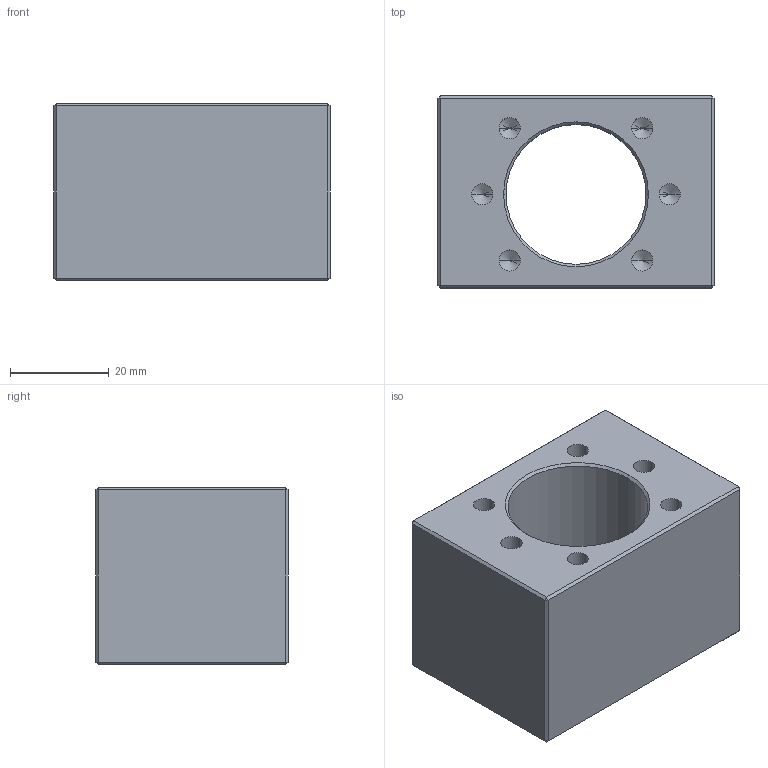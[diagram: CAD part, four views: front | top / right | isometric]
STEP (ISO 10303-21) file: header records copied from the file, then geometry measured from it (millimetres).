
FILE_DESCRIPTION(/* description */ ('Alibre Inc.'),/* implementation_level */ '2;1');
FILE_NAME(/* name */ 'export-7E987431-65F9-4272-A013-CF41095CAA1F',/* time_stamp */ '2019-03-15T15:51:37+01:00',/* author */ (''),/* organization */ (''),/* preprocessor_version */ 'ST-DEVELOPER v17',/* originating_system */ 'Alibre',/* authorisation */ '');
FILE_SCHEMA (('AUTOMOTIVE_DESIGN'));
Length unit declared in the file: millimetre
Products named in the file (1): �u�b�ƥx���U
��y
Bounding box: 56 x 39 x 36 mm (x, y, z)
Volume: 53125.1 mm3; surface area: 15135.5 mm2
Topology: 1 solids, 1 shells, 72 faces, 162 edges, 82 vertices
Faces by surface type: plane 26, cone 24, cylinder 22
Entity records: 1807 total; most frequent: DIRECTION 310, CARTESIAN_POINT 297, ORIENTED_EDGE 284, EDGE_CURVE 142, AXIS2_PLACEMENT_3D 121, VECTOR 94, LINE 94, EDGE_LOOP 84
